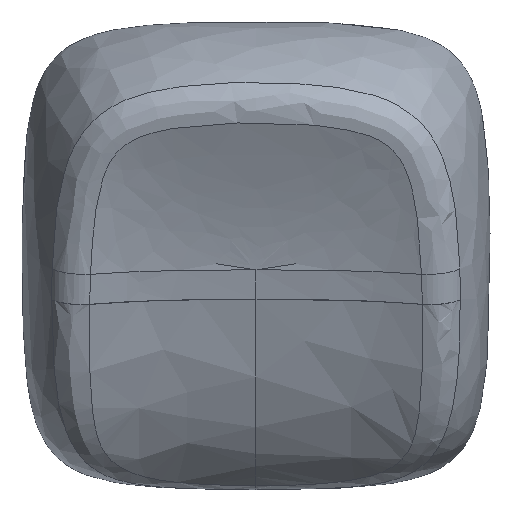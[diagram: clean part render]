
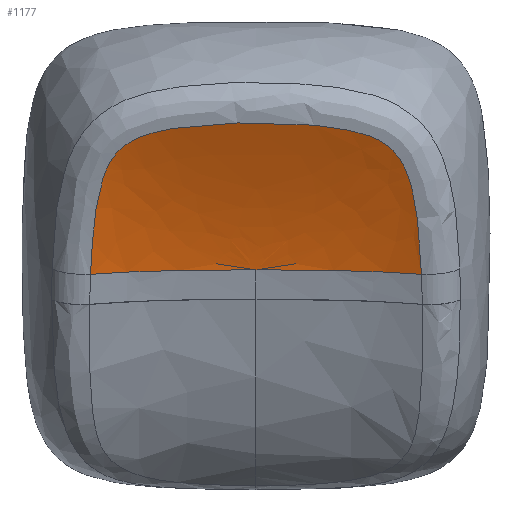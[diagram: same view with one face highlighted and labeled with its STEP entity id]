
A CAD part, top view. The second image highlights one B-rep face of the part: STEP entity #1177.
In plain terms, the highlighted free-form (B-spline) face has degree [3, 3] with [10, 5] control points.
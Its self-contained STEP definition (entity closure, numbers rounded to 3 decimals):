
#15=(
BOUNDED_CURVE()
B_SPLINE_CURVE(5,(#4764,#4765,#4766,#4767,#4768,#4769,#4770,#4771,#4772),
 .UNSPECIFIED.,.F.,.F.)
B_SPLINE_CURVE_WITH_KNOTS((6,1,1,1,6),(0.216,0.4,0.6,0.8,1.),
 .UNSPECIFIED.)
CURVE()
GEOMETRIC_REPRESENTATION_ITEM()
RATIONAL_B_SPLINE_CURVE((1.,1.,1.,1.,1.,1.,1.,1.,1.))
REPRESENTATION_ITEM('')
);
#16=(
BOUNDED_CURVE()
B_SPLINE_CURVE(5,(#4773,#4774,#4775,#4776,#4777,#4778,#4779,#4780,#4781),
 .UNSPECIFIED.,.F.,.F.)
B_SPLINE_CURVE_WITH_KNOTS((6,1,1,1,6),(0.216,0.4,0.6,0.8,1.),
 .UNSPECIFIED.)
CURVE()
GEOMETRIC_REPRESENTATION_ITEM()
RATIONAL_B_SPLINE_CURVE((1.,1.,1.,1.,1.,1.,1.,1.,1.))
REPRESENTATION_ITEM('')
);
#66=B_SPLINE_CURVE_WITH_KNOTS('',3,(#4261,#4262,#4263,#4264,#4265,#4266,
#4267,#4268,#4269,#4270,#4271,#4272,#4273,#4274,#4275,#4276,#4277,#4278,
#4279,#4280,#4281),.UNSPECIFIED.,.F.,.F.,(4,2,1,1,1,1,1,1,1,1,1,1,1,1,1,
2,4),(0.,0.117,0.365,0.49,0.552,
0.614,0.738,0.862,1.11,
1.358,1.483,1.607,1.669,1.731,
1.855,2.103,2.22),.UNSPECIFIED.);
#93=B_SPLINE_SURFACE_WITH_KNOTS('',3,3,((#4713,#4714,#4715,#4716,#4717),
(#4718,#4719,#4720,#4721,#4722),(#4723,#4724,#4725,#4726,#4727),(#4728,
#4729,#4730,#4731,#4732),(#4733,#4734,#4735,#4736,#4737),(#4738,#4739,#4740,
#4741,#4742),(#4743,#4744,#4745,#4746,#4747),(#4748,#4749,#4750,#4751,#4752),
(#4753,#4754,#4755,#4756,#4757),(#4758,#4759,#4760,#4761,#4762)),
 .UNSPECIFIED.,.F.,.F.,.F.,(4,1,1,1,1,1,1,4),(4,1,4),(0.,0.143,
0.286,0.429,0.571,0.714,
0.857,1.),(0.131,0.503,1.),
 .UNSPECIFIED.);
#195=FACE_OUTER_BOUND('',#261,.T.);
#261=EDGE_LOOP('',(#1075,#1076,#1077));
#555=VERTEX_POINT('',#4112);
#558=VERTEX_POINT('',#4237);
#566=VERTEX_POINT('',#4763);
#726=EDGE_CURVE('',#555,#558,#66,.T.);
#740=EDGE_CURVE('',#555,#566,#15,.T.);
#741=EDGE_CURVE('',#558,#566,#16,.T.);
#1075=ORIENTED_EDGE('',*,*,#726,.F.);
#1076=ORIENTED_EDGE('',*,*,#740,.T.);
#1077=ORIENTED_EDGE('',*,*,#741,.F.);
#1177=ADVANCED_FACE('',(#195),#93,.F.);
#4112=CARTESIAN_POINT('',(-6.363,-0.727,7.015));
#4237=CARTESIAN_POINT('',(6.363,-0.727,7.015));
#4261=CARTESIAN_POINT('Ctrl Pts',(-6.363,-0.727,
7.015));
#4262=CARTESIAN_POINT('Ctrl Pts',(-6.35,-0.357,7.11));
#4263=CARTESIAN_POINT('Ctrl Pts',(-6.33,0.013,
7.206));
#4264=CARTESIAN_POINT('Ctrl Pts',(-6.241,1.159,7.511));
#4265=CARTESIAN_POINT('Ctrl Pts',(-6.122,2.308,7.832));
#4266=CARTESIAN_POINT('Ctrl Pts',(-5.699,3.524,8.227));
#4267=CARTESIAN_POINT('Ctrl Pts',(-5.235,4.104,8.414));
#4268=CARTESIAN_POINT('Ctrl Pts',(-4.605,4.531,8.543));
#4269=CARTESIAN_POINT('Ctrl Pts',(-3.657,4.823,8.624));
#4270=CARTESIAN_POINT('Ctrl Pts',(-2.054,5.056,8.691));
#4271=CARTESIAN_POINT('Ctrl Pts',(0.,5.127,
8.712));
#4272=CARTESIAN_POINT('Ctrl Pts',(2.054,5.056,8.691));
#4273=CARTESIAN_POINT('Ctrl Pts',(3.657,4.823,8.624));
#4274=CARTESIAN_POINT('Ctrl Pts',(4.605,4.531,8.543));
#4275=CARTESIAN_POINT('Ctrl Pts',(5.235,4.104,8.414));
#4276=CARTESIAN_POINT('Ctrl Pts',(5.699,3.524,8.227));
#4277=CARTESIAN_POINT('Ctrl Pts',(6.122,2.308,7.832));
#4278=CARTESIAN_POINT('Ctrl Pts',(6.241,1.158,7.511));
#4279=CARTESIAN_POINT('Ctrl Pts',(6.33,0.013,7.206));
#4280=CARTESIAN_POINT('Ctrl Pts',(6.35,-0.357,7.11));
#4281=CARTESIAN_POINT('Ctrl Pts',(6.363,-0.727,7.015));
#4713=CARTESIAN_POINT('Ctrl Pts',(-6.739,-0.759,
7.134));
#4714=CARTESIAN_POINT('Ctrl Pts',(-6.218,-0.712,
6.958));
#4715=CARTESIAN_POINT('Ctrl Pts',(-4.807,-0.61,
6.575));
#4716=CARTESIAN_POINT('Ctrl Pts',(-2.279,-0.552,
6.359));
#4717=CARTESIAN_POINT('Ctrl Pts',(0.,-0.552,
6.359));
#4718=CARTESIAN_POINT('Ctrl Pts',(-6.739,0.406,7.446));
#4719=CARTESIAN_POINT('Ctrl Pts',(-6.218,0.285,7.225));
#4720=CARTESIAN_POINT('Ctrl Pts',(-4.807,0.,
6.739));
#4721=CARTESIAN_POINT('Ctrl Pts',(-2.279,-0.33,
6.418));
#4722=CARTESIAN_POINT('Ctrl Pts',(0.,-0.552,
6.359));
#4723=CARTESIAN_POINT('Ctrl Pts',(-6.572,2.713,8.064));
#4724=CARTESIAN_POINT('Ctrl Pts',(-6.059,2.281,7.76));
#4725=CARTESIAN_POINT('Ctrl Pts',(-4.588,1.188,7.057));
#4726=CARTESIAN_POINT('Ctrl Pts',(-2.093,0.051,
6.52));
#4727=CARTESIAN_POINT('Ctrl Pts',(0.,-0.552,
6.359));
#4728=CARTESIAN_POINT('Ctrl Pts',(-5.284,4.574,8.563));
#4729=CARTESIAN_POINT('Ctrl Pts',(-4.863,3.869,8.185));
#4730=CARTESIAN_POINT('Ctrl Pts',(-3.483,2.172,7.321));
#4731=CARTESIAN_POINT('Ctrl Pts',(-1.415,0.431,6.622));
#4732=CARTESIAN_POINT('Ctrl Pts',(0.,-0.552,
6.359));
#4733=CARTESIAN_POINT('Ctrl Pts',(-2.181,5.127,8.711));
#4734=CARTESIAN_POINT('Ctrl Pts',(-2.004,4.319,8.306));
#4735=CARTESIAN_POINT('Ctrl Pts',(-1.371,2.493,7.407));
#4736=CARTESIAN_POINT('Ctrl Pts',(-0.498,0.621,6.673));
#4737=CARTESIAN_POINT('Ctrl Pts',(0.,-0.552,
6.359));
#4738=CARTESIAN_POINT('Ctrl Pts',(2.187,5.126,8.711));
#4739=CARTESIAN_POINT('Ctrl Pts',(2.01,4.318,8.305));
#4740=CARTESIAN_POINT('Ctrl Pts',(1.374,2.492,7.407));
#4741=CARTESIAN_POINT('Ctrl Pts',(0.498,0.621,6.673));
#4742=CARTESIAN_POINT('Ctrl Pts',(0.,-0.552,
6.359));
#4743=CARTESIAN_POINT('Ctrl Pts',(5.279,4.573,8.563));
#4744=CARTESIAN_POINT('Ctrl Pts',(4.858,3.868,8.185));
#4745=CARTESIAN_POINT('Ctrl Pts',(3.48,2.171,7.32));
#4746=CARTESIAN_POINT('Ctrl Pts',(1.415,0.431,6.622));
#4747=CARTESIAN_POINT('Ctrl Pts',(0.,-0.552,
6.359));
#4748=CARTESIAN_POINT('Ctrl Pts',(6.571,2.713,8.064));
#4749=CARTESIAN_POINT('Ctrl Pts',(6.059,2.282,7.76));
#4750=CARTESIAN_POINT('Ctrl Pts',(4.587,1.188,7.057));
#4751=CARTESIAN_POINT('Ctrl Pts',(2.093,0.051,6.52));
#4752=CARTESIAN_POINT('Ctrl Pts',(0.,-0.552,
6.359));
#4753=CARTESIAN_POINT('Ctrl Pts',(6.739,0.406,7.446));
#4754=CARTESIAN_POINT('Ctrl Pts',(6.218,0.286,7.225));
#4755=CARTESIAN_POINT('Ctrl Pts',(4.807,0.,
6.739));
#4756=CARTESIAN_POINT('Ctrl Pts',(2.279,-0.33,6.418));
#4757=CARTESIAN_POINT('Ctrl Pts',(0.,-0.552,
6.359));
#4758=CARTESIAN_POINT('Ctrl Pts',(6.739,-0.759,7.134));
#4759=CARTESIAN_POINT('Ctrl Pts',(6.218,-0.712,6.958));
#4760=CARTESIAN_POINT('Ctrl Pts',(4.807,-0.61,6.575));
#4761=CARTESIAN_POINT('Ctrl Pts',(2.279,-0.552,6.359));
#4762=CARTESIAN_POINT('Ctrl Pts',(0.,-0.552,
6.359));
#4763=CARTESIAN_POINT('',(0.,-0.552,6.359));
#4764=CARTESIAN_POINT('Ctrl Pts',(-6.363,-0.727,7.015));
#4765=CARTESIAN_POINT('Ctrl Pts',(-6.195,-0.714,
6.965));
#4766=CARTESIAN_POINT('Ctrl Pts',(-5.825,-0.687,
6.863));
#4767=CARTESIAN_POINT('Ctrl Pts',(-5.202,-0.648,
6.717));
#4768=CARTESIAN_POINT('Ctrl Pts',(-4.211,-0.601,
6.544));
#4769=CARTESIAN_POINT('Ctrl Pts',(-2.885,-0.568,6.421));
#4770=CARTESIAN_POINT('Ctrl Pts',(-1.576,-0.555,
6.37));
#4771=CARTESIAN_POINT('Ctrl Pts',(-0.551,-0.552,
6.359));
#4772=CARTESIAN_POINT('Ctrl Pts',(0.,-0.552,
6.359));
#4773=CARTESIAN_POINT('Ctrl Pts',(6.363,-0.727,7.015));
#4774=CARTESIAN_POINT('Ctrl Pts',(6.195,-0.714,6.965));
#4775=CARTESIAN_POINT('Ctrl Pts',(5.825,-0.687,6.863));
#4776=CARTESIAN_POINT('Ctrl Pts',(5.202,-0.648,6.717));
#4777=CARTESIAN_POINT('Ctrl Pts',(4.211,-0.601,6.544));
#4778=CARTESIAN_POINT('Ctrl Pts',(2.885,-0.568,6.421));
#4779=CARTESIAN_POINT('Ctrl Pts',(1.576,-0.555,6.37));
#4780=CARTESIAN_POINT('Ctrl Pts',(0.551,-0.552,
6.359));
#4781=CARTESIAN_POINT('Ctrl Pts',(0.,-0.552,
6.359));
